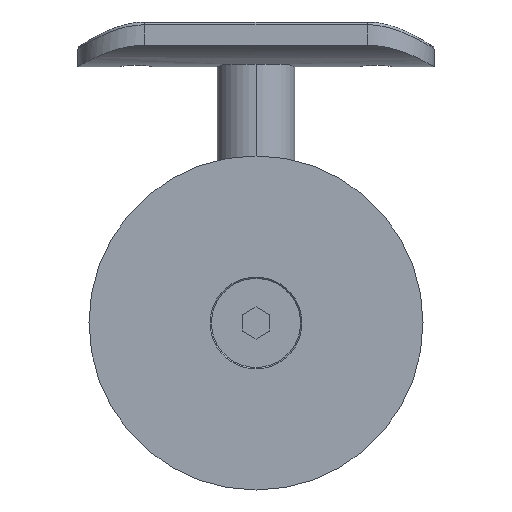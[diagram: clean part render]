
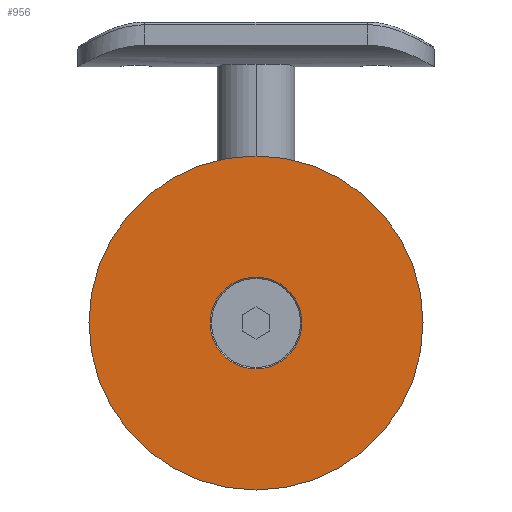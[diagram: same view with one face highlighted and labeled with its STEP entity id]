
A CAD part, front view. The second image highlights one B-rep face of the part: STEP entity #956.
In plain terms, the highlighted planar face has unit normal (0, -1, 0).
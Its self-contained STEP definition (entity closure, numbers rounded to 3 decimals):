
#121 = DIRECTION ( 'NONE',  ( 0., -1., 0. ) ) ;
#148 = CIRCLE ( 'NONE', #3823, 8.25 ) ;
#195 = AXIS2_PLACEMENT_3D ( 'NONE', #3252, #121, #1449 ) ;
#294 = EDGE_LOOP ( 'NONE', ( #492, #1631 ) ) ;
#328 = VERTEX_POINT ( 'NONE', #2599 ) ;
#400 = CIRCLE ( 'NONE', #195, 30. ) ;
#492 = ORIENTED_EDGE ( 'NONE', *, *, #2608, .T. ) ;
#494 = DIRECTION ( 'NONE',  ( 0., -1., 0. ) ) ;
#558 = FACE_BOUND ( 'NONE', #294, .T. ) ;
#595 = EDGE_CURVE ( 'NONE', #2798, #1233, #400, .T. ) ;
#723 = CARTESIAN_POINT ( 'NONE',  ( 0., -5., -8.25 ) ) ;
#769 = CARTESIAN_POINT ( 'NONE',  ( 0., -5., -30. ) ) ;
#956 = ADVANCED_FACE ( 'NONE', ( #558, #2391 ), #2058, .T. ) ;
#1117 = CARTESIAN_POINT ( 'NONE',  ( 0., -5., 0. ) ) ;
#1204 = VERTEX_POINT ( 'NONE', #723 ) ;
#1233 = VERTEX_POINT ( 'NONE', #769 ) ;
#1449 = DIRECTION ( 'NONE',  ( 1., 0., 0. ) ) ;
#1519 = CARTESIAN_POINT ( 'NONE',  ( 0., -5., 30. ) ) ;
#1631 = ORIENTED_EDGE ( 'NONE', *, *, #1710, .T. ) ;
#1710 = EDGE_CURVE ( 'NONE', #328, #1204, #148, .T. ) ;
#1723 = CARTESIAN_POINT ( 'NONE',  ( 0., -5., 0. ) ) ;
#1754 = DIRECTION ( 'NONE',  ( 0., 0., -1. ) ) ;
#1793 = CIRCLE ( 'NONE', #2335, 8.25 ) ;
#1946 = CARTESIAN_POINT ( 'NONE',  ( 0., -5., 0. ) ) ;
#2046 = DIRECTION ( 'NONE',  ( 1., 0., 0. ) ) ;
#2057 = AXIS2_PLACEMENT_3D ( 'NONE', #1723, #2067, #3318 ) ;
#2058 = PLANE ( 'NONE',  #2314 ) ;
#2067 = DIRECTION ( 'NONE',  ( 0., -1., 0. ) ) ;
#2280 = DIRECTION ( 'NONE',  ( 0., 1., 0. ) ) ;
#2314 = AXIS2_PLACEMENT_3D ( 'NONE', #3311, #494, #1754 ) ;
#2335 = AXIS2_PLACEMENT_3D ( 'NONE', #1946, #2280, #3198 ) ;
#2391 = FACE_OUTER_BOUND ( 'NONE', #3378, .T. ) ;
#2522 = ORIENTED_EDGE ( 'NONE', *, *, #595, .T. ) ;
#2584 = CIRCLE ( 'NONE', #2057, 30. ) ;
#2599 = CARTESIAN_POINT ( 'NONE',  ( 0., -5., 8.25 ) ) ;
#2608 = EDGE_CURVE ( 'NONE', #1204, #328, #1793, .T. ) ;
#2798 = VERTEX_POINT ( 'NONE', #1519 ) ;
#2812 = ORIENTED_EDGE ( 'NONE', *, *, #3283, .T. ) ;
#2972 = DIRECTION ( 'NONE',  ( 0., 1., 0. ) ) ;
#3198 = DIRECTION ( 'NONE',  ( 1., 0., 0. ) ) ;
#3252 = CARTESIAN_POINT ( 'NONE',  ( 0., -5., 0. ) ) ;
#3283 = EDGE_CURVE ( 'NONE', #1233, #2798, #2584, .T. ) ;
#3311 = CARTESIAN_POINT ( 'NONE',  ( 0., -5., 0. ) ) ;
#3318 = DIRECTION ( 'NONE',  ( 1., 0., 0. ) ) ;
#3378 = EDGE_LOOP ( 'NONE', ( #2522, #2812 ) ) ;
#3823 = AXIS2_PLACEMENT_3D ( 'NONE', #1117, #2972, #2046 ) ;
